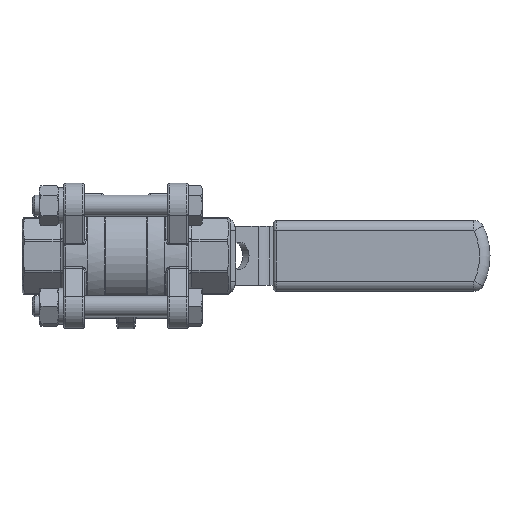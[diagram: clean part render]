
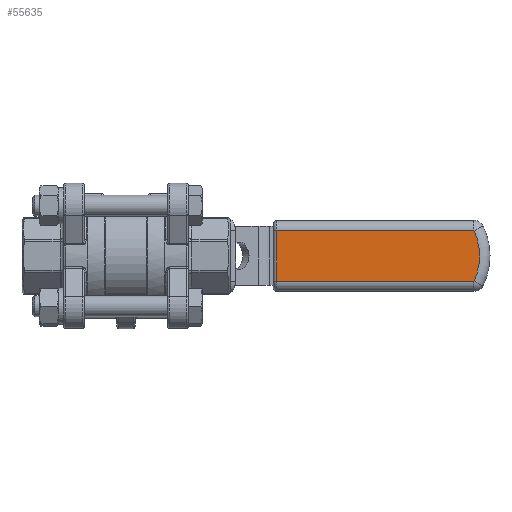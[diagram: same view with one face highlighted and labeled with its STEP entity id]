
A CAD part, front view. The second image highlights one B-rep face of the part: STEP entity #55635.
In plain terms, the highlighted planar face has unit normal (0, -1, 0).
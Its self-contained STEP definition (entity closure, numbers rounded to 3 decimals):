
#231 = ORIENTED_EDGE ( 'NONE', *, *, #46934, .T. ) ;
#232 = ORIENTED_EDGE ( 'NONE', *, *, #46935, .T. ) ;
#233 = ORIENTED_EDGE ( 'NONE', *, *, #46937, .T. ) ;
#234 = ORIENTED_EDGE ( 'NONE', *, *, #46940, .T. ) ;
#29102 = VECTOR ( 'NONE', #29524, 1000. ) ;
#29106 = VECTOR ( 'NONE', #29522, 1000. ) ;
#29108 = CIRCLE ( 'NONE', #29110, 16.51 ) ;
#29109 = VECTOR ( 'NONE', #29530, 1000. ) ;
#29110 = AXIS2_PLACEMENT_3D ( 'NONE', #29527, #29528, #29529 ) ;
#29499 = CARTESIAN_POINT ( 'NONE',  ( 105., 52., 7.26 ) ) ;
#29507 = LINE ( 'NONE', #29523, #29102 ) ;
#29519 = LINE ( 'NONE', #29521, #29106 ) ;
#29520 = LINE ( 'NONE', #29499, #29109 ) ;
#29521 = CARTESIAN_POINT ( 'NONE',  ( 43.485, 52., 74.802 ) ) ;
#29522 = DIRECTION ( 'NONE',  ( 0., 0., -1. ) ) ;
#29523 = CARTESIAN_POINT ( 'NONE',  ( 102.089, 52., -7.26 ) ) ;
#29524 = DIRECTION ( 'NONE',  ( 1., 0., 0. ) ) ;
#29527 = CARTESIAN_POINT ( 'NONE',  ( 85.5, 52., 0. ) ) ;
#29528 = DIRECTION ( 'NONE',  ( 0., -1., 0. ) ) ;
#29529 = DIRECTION ( 'NONE',  ( -1., 0., 0. ) ) ;
#29530 = DIRECTION ( 'NONE',  ( -1., 0., 0. ) ) ;
#33251 = CARTESIAN_POINT ( 'NONE',  ( 43.485, 52., 7.26 ) ) ;
#33257 = CARTESIAN_POINT ( 'NONE',  ( 43.485, 52., -7.26 ) ) ;
#33262 = CARTESIAN_POINT ( 'NONE',  ( 100.328, 52., -7.26 ) ) ;
#36530 = CARTESIAN_POINT ( 'NONE',  ( 100.328, 52., 7.26 ) ) ;
#46934 = EDGE_CURVE ( 'NONE', #49157, #49163, #29519, .T. ) ;
#46935 = EDGE_CURVE ( 'NONE', #49163, #49168, #29507, .T. ) ;
#46937 = EDGE_CURVE ( 'NONE', #49168, #50201, #29108, .T. ) ;
#46940 = EDGE_CURVE ( 'NONE', #50201, #49157, #29520, .T. ) ;
#48899 = EDGE_LOOP ( 'NONE', ( #231, #232, #233, #234 ) ) ;
#49157 = VERTEX_POINT ( 'NONE', #33251 ) ;
#49163 = VERTEX_POINT ( 'NONE', #33257 ) ;
#49168 = VERTEX_POINT ( 'NONE', #33262 ) ;
#50113 = AXIS2_PLACEMENT_3D ( 'NONE', #53763, #53764, #53765 ) ;
#50201 = VERTEX_POINT ( 'NONE', #36530 ) ;
#53738 = PLANE ( 'NONE',  #50113 ) ;
#53753 = FACE_OUTER_BOUND ( 'NONE', #48899, .T. ) ;
#53763 = CARTESIAN_POINT ( 'NONE',  ( 105., 52., 74.802 ) ) ;
#53764 = DIRECTION ( 'NONE',  ( 0., 1., 0. ) ) ;
#53765 = DIRECTION ( 'NONE',  ( -1., 0., 0. ) ) ;
#55635 = ADVANCED_FACE ( 'NONE', ( #53753 ), #53738, .F. ) ;
